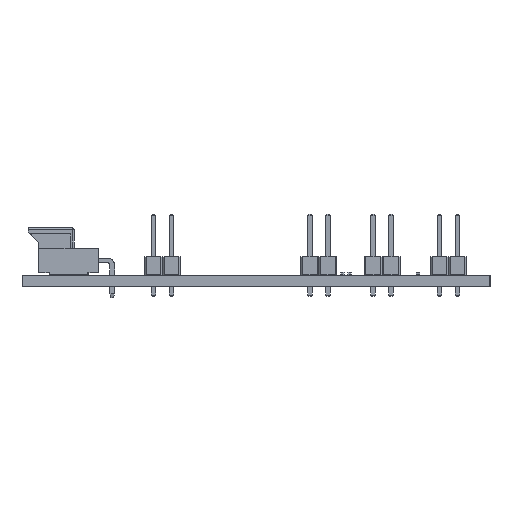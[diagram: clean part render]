
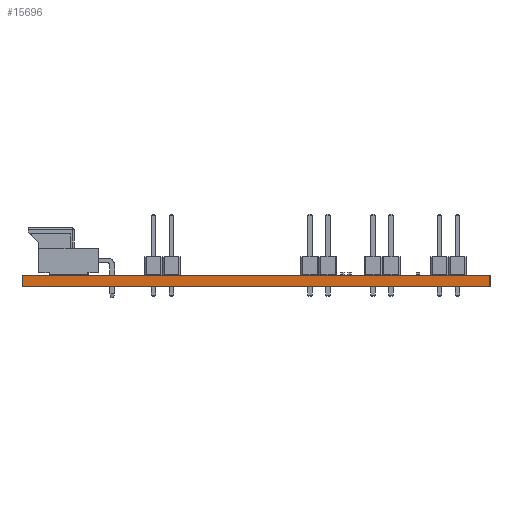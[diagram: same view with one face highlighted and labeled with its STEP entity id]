
A CAD part, left-side view. The second image highlights one B-rep face of the part: STEP entity #15696.
In plain terms, the highlighted planar face has unit normal (-1, 0, 0).
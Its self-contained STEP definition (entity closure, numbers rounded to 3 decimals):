
#15640 = VERTEX_POINT('',#15641);
#15641 = CARTESIAN_POINT('',(-18.96,-35.4,1.6));
#15647 = EDGE_CURVE('',#15648,#15640,#15650,.T.);
#15648 = VERTEX_POINT('',#15649);
#15649 = CARTESIAN_POINT('',(-18.96,-35.4,0.));
#15650 = LINE('',#15651,#15652);
#15651 = CARTESIAN_POINT('',(-18.96,-35.4,0.));
#15652 = VECTOR('',#15653,1.);
#15653 = DIRECTION('',(0.,0.,1.));
#15696 = ADVANCED_FACE('',(#15697),#15722,.T.);
#15697 = FACE_BOUND('',#15698,.T.);
#15698 = EDGE_LOOP('',(#15699,#15700,#15708,#15716));
#15699 = ORIENTED_EDGE('',*,*,#15647,.T.);
#15700 = ORIENTED_EDGE('',*,*,#15701,.T.);
#15701 = EDGE_CURVE('',#15640,#15702,#15704,.T.);
#15702 = VERTEX_POINT('',#15703);
#15703 = CARTESIAN_POINT('',(-18.96,30.64,1.6));
#15704 = LINE('',#15705,#15706);
#15705 = CARTESIAN_POINT('',(-18.96,-35.4,1.6));
#15706 = VECTOR('',#15707,1.);
#15707 = DIRECTION('',(0.,1.,0.));
#15708 = ORIENTED_EDGE('',*,*,#15709,.F.);
#15709 = EDGE_CURVE('',#15710,#15702,#15712,.T.);
#15710 = VERTEX_POINT('',#15711);
#15711 = CARTESIAN_POINT('',(-18.96,30.64,0.));
#15712 = LINE('',#15713,#15714);
#15713 = CARTESIAN_POINT('',(-18.96,30.64,0.));
#15714 = VECTOR('',#15715,1.);
#15715 = DIRECTION('',(0.,0.,1.));
#15716 = ORIENTED_EDGE('',*,*,#15717,.F.);
#15717 = EDGE_CURVE('',#15648,#15710,#15718,.T.);
#15718 = LINE('',#15719,#15720);
#15719 = CARTESIAN_POINT('',(-18.96,-35.4,0.));
#15720 = VECTOR('',#15721,1.);
#15721 = DIRECTION('',(0.,1.,0.));
#15722 = PLANE('',#15723);
#15723 = AXIS2_PLACEMENT_3D('',#15724,#15725,#15726);
#15724 = CARTESIAN_POINT('',(-18.96,-35.4,0.));
#15725 = DIRECTION('',(-1.,0.,0.));
#15726 = DIRECTION('',(0.,1.,0.));
